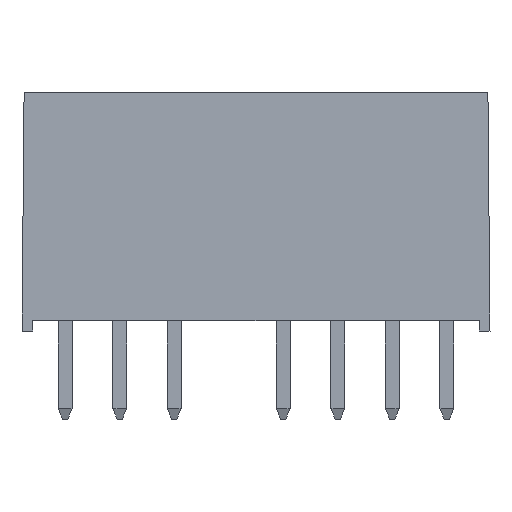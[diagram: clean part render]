
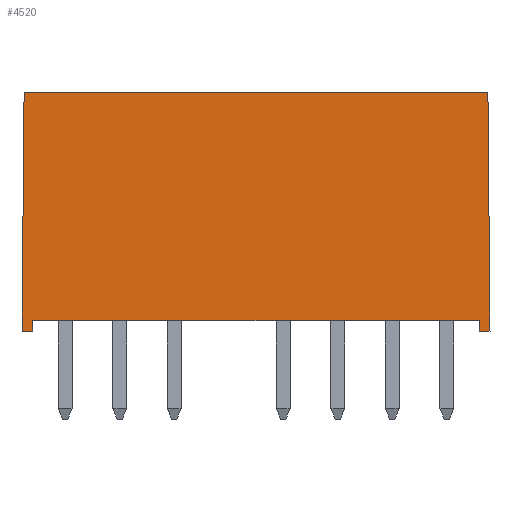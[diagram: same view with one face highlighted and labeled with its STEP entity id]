
A CAD part, top view. The second image highlights one B-rep face of the part: STEP entity #4520.
In plain terms, the highlighted face is planar.
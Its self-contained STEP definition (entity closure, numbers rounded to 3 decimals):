
#7 = VERTEX_POINT ( 'NONE', #10569 ) ;
#36 = VERTEX_POINT ( 'NONE', #3204 ) ;
#267 = VECTOR ( 'NONE', #6149, 1000. ) ;
#314 = VECTOR ( 'NONE', #6567, 1000. ) ;
#326 = ORIENTED_EDGE ( 'NONE', *, *, #1896, .T. ) ;
#599 = VERTEX_POINT ( 'NONE', #8809 ) ;
#1191 = B_SPLINE_CURVE_WITH_KNOTS ( 'NONE', 3,
 ( #2695, #10166, #8575, #3475 ),
 .UNSPECIFIED., .F., .F.,
 ( 4, 4 ),
 ( 0., 1. ),
 .UNSPECIFIED. ) ;
#1475 = VERTEX_POINT ( 'NONE', #3935 ) ;
#1479 = CARTESIAN_POINT ( 'NONE',  ( 10.399, 11.1, 4.6 ) ) ;
#1524 = ORIENTED_EDGE ( 'NONE', *, *, #7888, .F. ) ;
#1610 = VECTOR ( 'NONE', #5541, 1000. ) ;
#1896 = EDGE_CURVE ( 'NONE', #7, #599, #4537, .T. ) ;
#2120 = DIRECTION ( 'NONE',  ( -0.009, 1., 0.009 ) ) ;
#2158 = EDGE_CURVE ( 'NONE', #36, #3162, #6643, .T. ) ;
#2303 = CARTESIAN_POINT ( 'NONE',  ( 10.396, 10.6, 4.596 ) ) ;
#2500 = DIRECTION ( 'NONE',  ( -1., 0., 0. ) ) ;
#2553 = ORIENTED_EDGE ( 'NONE', *, *, #3226, .T. ) ;
#2686 = CARTESIAN_POINT ( 'NONE',  ( -10.399, 11.1, 4.6 ) ) ;
#2695 = CARTESIAN_POINT ( 'NONE',  ( -10.399, 11.1, 4.6 ) ) ;
#2698 = VECTOR ( 'NONE', #2120, 1000. ) ;
#2841 = AXIS2_PLACEMENT_3D ( 'NONE', #5303, #10044, #9121 ) ;
#3030 = CARTESIAN_POINT ( 'NONE',  ( -10.396, 10.6, 4.596 ) ) ;
#3162 = VERTEX_POINT ( 'NONE', #3708 ) ;
#3204 = CARTESIAN_POINT ( 'NONE',  ( 10.803, 0., 4.503 ) ) ;
#3226 = EDGE_CURVE ( 'NONE', #36, #6579, #9566, .T. ) ;
#3475 = CARTESIAN_POINT ( 'NONE',  ( -10.396, 10.6, 4.596 ) ) ;
#3630 = LINE ( 'NONE', #7752, #2698 ) ;
#3708 = CARTESIAN_POINT ( 'NONE',  ( -10.803, 0., 4.503 ) ) ;
#3935 = CARTESIAN_POINT ( 'NONE',  ( 10.396, 10.6, 4.596 ) ) ;
#4195 = ORIENTED_EDGE ( 'NONE', *, *, #5060, .F. ) ;
#4520 = ADVANCED_FACE ( 'NONE', ( #8453 ), #10260, .T. ) ;
#4537 = LINE ( 'NONE', #2686, #10079 ) ;
#4716 = LINE ( 'NONE', #3030, #1610 ) ;
#4772 = CARTESIAN_POINT ( 'NONE',  ( 10.399, 11.1, 4.6 ) ) ;
#5060 = EDGE_CURVE ( 'NONE', #8344, #1475, #4716, .T. ) ;
#5303 = CARTESIAN_POINT ( 'NONE',  ( -11.931, 11.1, 4.6 ) ) ;
#5446 = ORIENTED_EDGE ( 'NONE', *, *, #7121, .T. ) ;
#5541 = DIRECTION ( 'NONE',  ( 1., 0., 0. ) ) ;
#6149 = DIRECTION ( 'NONE',  ( 0.009, 1., 0.009 ) ) ;
#6307 = VERTEX_POINT ( 'NONE', #7190 ) ;
#6380 = EDGE_CURVE ( 'NONE', #7, #8344, #1191, .T. ) ;
#6461 = CARTESIAN_POINT ( 'NONE',  ( 10.9, 11.1, 4.6 ) ) ;
#6567 = DIRECTION ( 'NONE',  ( 1., 0., 0. ) ) ;
#6579 = VERTEX_POINT ( 'NONE', #6461 ) ;
#6643 = LINE ( 'NONE', #9971, #6948 ) ;
#6651 = ORIENTED_EDGE ( 'NONE', *, *, #9730, .F. ) ;
#6948 = VECTOR ( 'NONE', #2500, 1000. ) ;
#7121 = EDGE_CURVE ( 'NONE', #6307, #1475, #7167, .T. ) ;
#7167 = B_SPLINE_CURVE_WITH_KNOTS ( 'NONE', 3,
 ( #1479, #10658, #7266, #2303 ),
 .UNSPECIFIED., .F., .F.,
 ( 4, 4 ),
 ( 0., 1. ),
 .UNSPECIFIED. ) ;
#7190 = CARTESIAN_POINT ( 'NONE',  ( 10.399, 11.1, 4.6 ) ) ;
#7266 = CARTESIAN_POINT ( 'NONE',  ( 10.397, 10.767, 4.597 ) ) ;
#7752 = CARTESIAN_POINT ( 'NONE',  ( -10.803, 0., 4.503 ) ) ;
#7888 = EDGE_CURVE ( 'NONE', #3162, #599, #3630, .T. ) ;
#8009 = ORIENTED_EDGE ( 'NONE', *, *, #2158, .F. ) ;
#8020 = DIRECTION ( 'NONE',  ( -1., 0., 0. ) ) ;
#8344 = VERTEX_POINT ( 'NONE', #9696 ) ;
#8453 = FACE_OUTER_BOUND ( 'NONE', #10065, .T. ) ;
#8575 = CARTESIAN_POINT ( 'NONE',  ( -10.397, 10.767, 4.597 ) ) ;
#8728 = ORIENTED_EDGE ( 'NONE', *, *, #6380, .F. ) ;
#8750 = CARTESIAN_POINT ( 'NONE',  ( 10.803, 0., 4.503 ) ) ;
#8809 = CARTESIAN_POINT ( 'NONE',  ( -10.9, 11.1, 4.6 ) ) ;
#8865 = LINE ( 'NONE', #4772, #314 ) ;
#9121 = DIRECTION ( 'NONE',  ( -1., 0., 0. ) ) ;
#9566 = LINE ( 'NONE', #8750, #267 ) ;
#9696 = CARTESIAN_POINT ( 'NONE',  ( -10.396, 10.6, 4.596 ) ) ;
#9730 = EDGE_CURVE ( 'NONE', #6307, #6579, #8865, .T. ) ;
#9971 = CARTESIAN_POINT ( 'NONE',  ( 10.803, 0., 4.503 ) ) ;
#10044 = DIRECTION ( 'NONE',  ( 0., -0.009, 1. ) ) ;
#10065 = EDGE_LOOP ( 'NONE', ( #5446, #4195, #8728, #326, #1524, #8009, #2553, #6651 ) ) ;
#10079 = VECTOR ( 'NONE', #8020, 1000. ) ;
#10166 = CARTESIAN_POINT ( 'NONE',  ( -10.399, 10.933, 4.599 ) ) ;
#10260 = PLANE ( 'NONE',  #2841 ) ;
#10569 = CARTESIAN_POINT ( 'NONE',  ( -10.399, 11.1, 4.6 ) ) ;
#10658 = CARTESIAN_POINT ( 'NONE',  ( 10.398, 10.933, 4.599 ) ) ;
